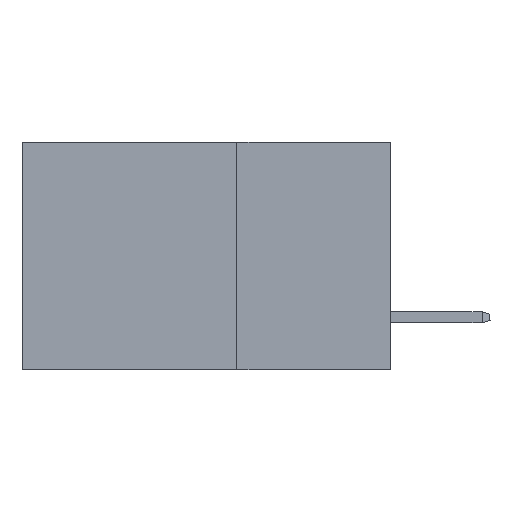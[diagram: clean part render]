
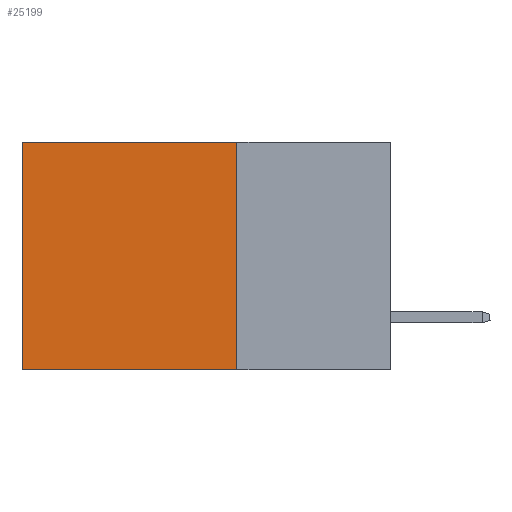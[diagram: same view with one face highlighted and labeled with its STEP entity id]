
A CAD part, left-side view. The second image highlights one B-rep face of the part: STEP entity #25199.
In plain terms, the highlighted planar face has unit normal (-1, 0, 0).
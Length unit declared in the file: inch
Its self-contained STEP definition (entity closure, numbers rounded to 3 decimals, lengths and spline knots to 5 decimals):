
#1270 = DIRECTION ( 'NONE',  ( 0., 0., -1. ) ) ;
#1621 = VERTEX_POINT ( 'NONE', #6367 ) ;
#1924 = DIRECTION ( 'NONE',  ( 0., 1., 0. ) ) ;
#3431 = EDGE_CURVE ( 'NONE', #7104, #4997, #6639, .T. ) ;
#4997 = VERTEX_POINT ( 'NONE', #14930 ) ;
#5789 = VECTOR ( 'NONE', #30986, 39.37008 ) ;
#5894 = DIRECTION ( 'NONE',  ( 0., 1., 0. ) ) ;
#6367 = CARTESIAN_POINT ( 'NONE',  ( 0.2875, 0.6, -0.37 ) ) ;
#6552 = ORIENTED_EDGE ( 'NONE', *, *, #31925, .F. ) ;
#6639 = LINE ( 'NONE', #33394, #8230 ) ;
#7104 = VERTEX_POINT ( 'NONE', #15124 ) ;
#8230 = VECTOR ( 'NONE', #34562, 39.37008 ) ;
#8252 = VECTOR ( 'NONE', #5894, 39.37008 ) ;
#9500 = EDGE_CURVE ( 'NONE', #24172, #1621, #38281, .T. ) ;
#10745 = ORIENTED_EDGE ( 'NONE', *, *, #15757, .T. ) ;
#11447 = CARTESIAN_POINT ( 'NONE',  ( 0.2875, 0.25, 0. ) ) ;
#14930 = CARTESIAN_POINT ( 'NONE',  ( 0.2875, 0.25, -0.37 ) ) ;
#15124 = CARTESIAN_POINT ( 'NONE',  ( 0.2875, 0.25, 0. ) ) ;
#15701 = FACE_OUTER_BOUND ( 'NONE', #41101, .T. ) ;
#15757 = EDGE_CURVE ( 'NONE', #7104, #24172, #42027, .T. ) ;
#16764 = LINE ( 'NONE', #23142, #8252 ) ;
#17310 = ORIENTED_EDGE ( 'NONE', *, *, #3431, .F. ) ;
#17946 = PLANE ( 'NONE',  #33451 ) ;
#21363 = DIRECTION ( 'NONE',  ( 1., 0., 0. ) ) ;
#23142 = CARTESIAN_POINT ( 'NONE',  ( 0.2875, 0.25, -0.37 ) ) ;
#24172 = VERTEX_POINT ( 'NONE', #25247 ) ;
#25199 = ADVANCED_FACE ( 'NONE', ( #15701 ), #17946, .F. ) ;
#25247 = CARTESIAN_POINT ( 'NONE',  ( 0.2875, 0.6, 0. ) ) ;
#29023 = CARTESIAN_POINT ( 'NONE',  ( 0.2875, 0.25, 0. ) ) ;
#29781 = VECTOR ( 'NONE', #1924, 39.37008 ) ;
#30286 = CARTESIAN_POINT ( 'NONE',  ( 0.2875, 0.6, 0. ) ) ;
#30986 = DIRECTION ( 'NONE',  ( 0., 0., -1. ) ) ;
#31925 = EDGE_CURVE ( 'NONE', #4997, #1621, #16764, .T. ) ;
#33394 = CARTESIAN_POINT ( 'NONE',  ( 0.2875, 0.25, 0. ) ) ;
#33451 = AXIS2_PLACEMENT_3D ( 'NONE', #11447, #21363, #1270 ) ;
#34562 = DIRECTION ( 'NONE',  ( 0., 0., -1. ) ) ;
#38281 = LINE ( 'NONE', #30286, #5789 ) ;
#41101 = EDGE_LOOP ( 'NONE', ( #41997, #6552, #17310, #10745 ) ) ;
#41997 = ORIENTED_EDGE ( 'NONE', *, *, #9500, .T. ) ;
#42027 = LINE ( 'NONE', #29023, #29781 ) ;
